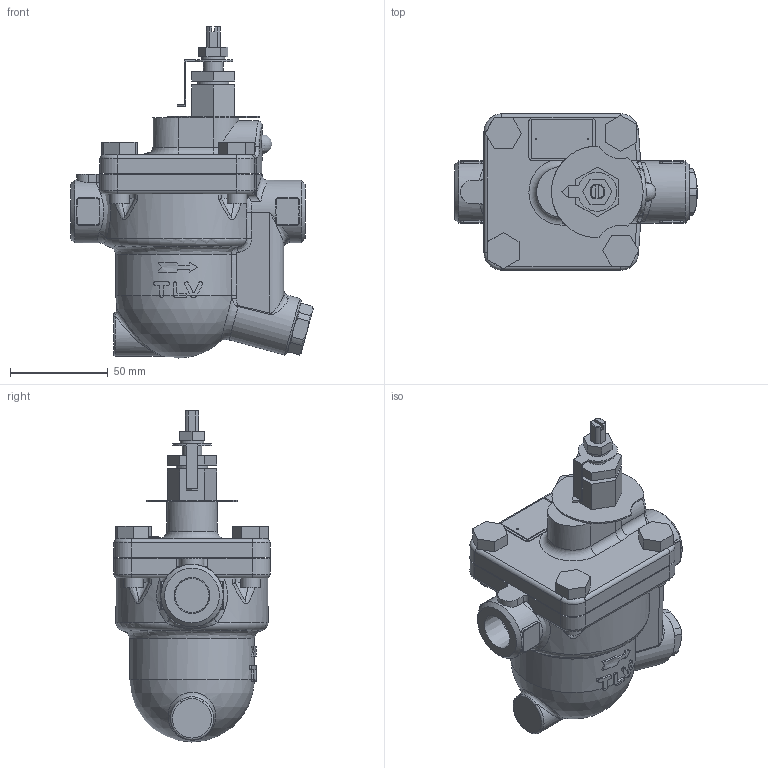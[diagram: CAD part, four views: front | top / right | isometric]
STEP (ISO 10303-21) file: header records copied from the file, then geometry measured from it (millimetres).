
FILE_DESCRIPTION(/* description */ (''),/* implementation_level */ '2;1');
FILE_NAME(/* name */ 'j3srv-015-screw-00.stp',/* time_stamp */ '2018-10-02T15:14:24+09:00',/* author */ ('nakaot'),/* organization */ (''),/* preprocessor_version */ 'ST-DEVELOPER v15.6',/* originating_system */ 'Autodesk Inventor 2015',/* authorisation */ '');
FILE_SCHEMA (('CONFIG_CONTROL_DESIGN'));
Length unit declared in the file: millimetre
Products named in the file (1): j3srv-015-screw-00
Bounding box: 124.23 x 80 x 170 mm (x, y, z)
Volume: 521617.4 mm3; surface area: 63079.7 mm2
Topology: 1 solids, 3 shells, 475 faces, 1221 edges, 760 vertices
Faces by surface type: plane 195, cylinder 150, bspline 61, torus 37, cone 25, sphere 7
Full cylindrical faces by diameter (mm): 0.5 x2, 10 x9, 12 x5, 16 x1, 17.475 x2, 30 x1, 32 x2, 56.5 x1
Entity records: 17861 total; most frequent: CARTESIAN_POINT 7024, ORIENTED_EDGE 2308, DIRECTION 2130, EDGE_CURVE 1154, AXIS2_PLACEMENT_3D 822, VERTEX_POINT 745, EDGE_LOOP 541, LINE 486
